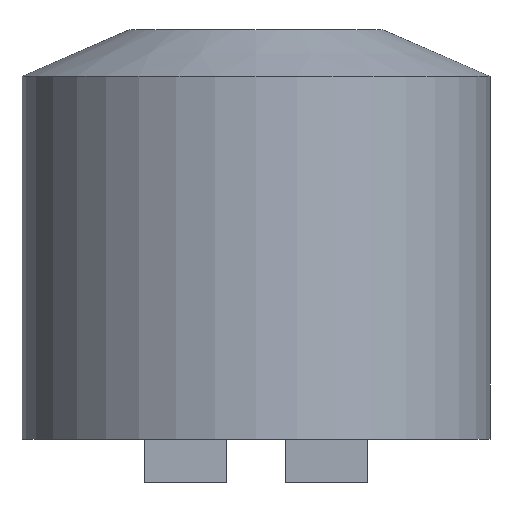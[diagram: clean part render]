
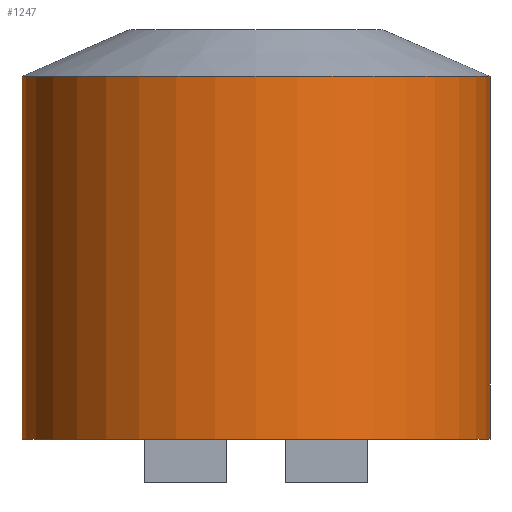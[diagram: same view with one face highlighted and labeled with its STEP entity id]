
A CAD part, front view. The second image highlights one B-rep face of the part: STEP entity #1247.
In plain terms, the highlighted cylindrical face has radius 20 mm (diameter 40 mm), a partial arc.
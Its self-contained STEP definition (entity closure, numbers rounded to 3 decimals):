
#90=CARTESIAN_POINT('',(0.,0.,0.));
#91=DIRECTION('',(0.,0.,1.));
#92=DIRECTION('',(-1.,0.,0.));
#93=AXIS2_PLACEMENT_3D('',#90,#91,#92);
#340=DIRECTION('',(0.,0.,1.));
#341=VECTOR('',#340,31.);
#342=CARTESIAN_POINT('',(20.,0.,0.));
#343=LINE('',#342,#341);
#361=CARTESIAN_POINT('',(0.,0.,31.));
#362=DIRECTION('',(0.,0.,-1.));
#363=DIRECTION('',(1.,0.,0.));
#364=AXIS2_PLACEMENT_3D('',#361,#362,#363);
#369=DIRECTION('',(0.,0.,1.));
#370=VECTOR('',#369,31.);
#371=CARTESIAN_POINT('',(-20.,0.,0.));
#372=LINE('',#371,#370);
#942=CARTESIAN_POINT('',(20.,0.,0.));
#943=CARTESIAN_POINT('',(-20.,0.,0.));
#944=VERTEX_POINT('',#942);
#945=VERTEX_POINT('',#943);
#950=CARTESIAN_POINT('',(-20.,0.,31.));
#951=CARTESIAN_POINT('',(20.,0.,31.));
#952=VERTEX_POINT('',#950);
#953=VERTEX_POINT('',#951);
#1236=CARTESIAN_POINT('',(0.,0.,0.));
#1237=DIRECTION('',(0.,0.,1.));
#1238=DIRECTION('',(1.,0.,0.));
#1239=AXIS2_PLACEMENT_3D('',#1236,#1237,#1238);
#1240=CYLINDRICAL_SURFACE('',#1239,20.);
#1241=ORIENTED_EDGE('',*,*,#1227,.F.);
#1242=ORIENTED_EDGE('',*,*,#1202,.F.);
#1243=ORIENTED_EDGE('',*,*,#1105,.F.);
#1244=ORIENTED_EDGE('',*,*,#1199,.T.);
#1245=EDGE_LOOP('',(#1241,#1242,#1243,#1244));
#1246=FACE_OUTER_BOUND('',#1245,.F.);
#1247=ADVANCED_FACE('',(#1246),#1240,.T.);
#94=CIRCLE('',#93,20.);
#365=CIRCLE('',#364,20.);
#1105=EDGE_CURVE('',#945,#944,#94,.T.);
#1199=EDGE_CURVE('',#945,#952,#372,.T.);
#1202=EDGE_CURVE('',#944,#953,#343,.T.);
#1227=EDGE_CURVE('',#953,#952,#365,.T.);
